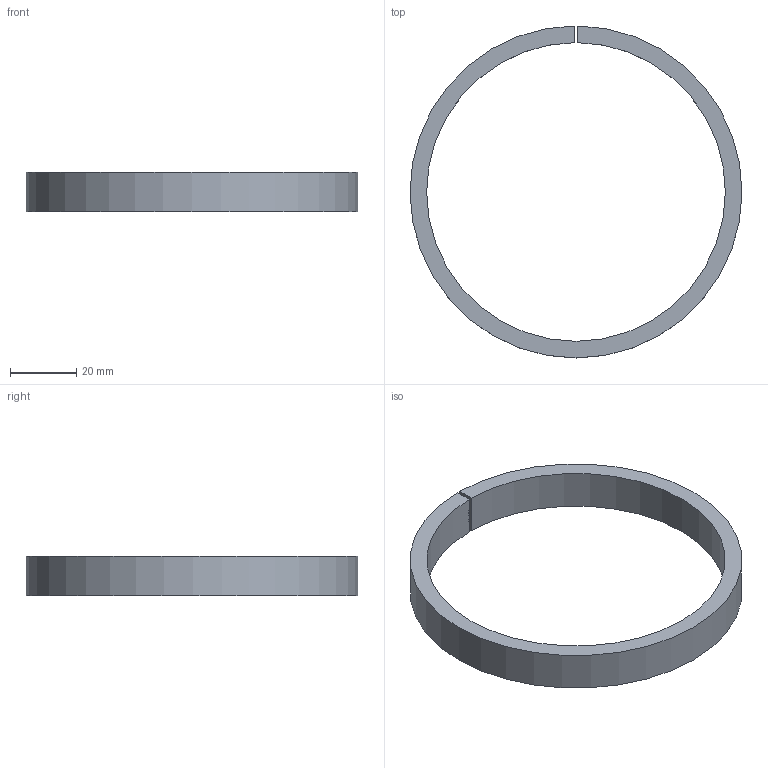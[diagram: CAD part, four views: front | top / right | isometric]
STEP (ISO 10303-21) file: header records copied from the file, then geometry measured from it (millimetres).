
FILE_DESCRIPTION (( 'STEP AP203' ), '1' );
FILE_NAME ('5636-100.step', '2022-06-23T07:35:22', ( '' ), ( '' ), 'SwSTEP 2.0', 'SolidWorks 2018', '' );
FILE_SCHEMA (( 'CONFIG_CONTROL_DESIGN' ));
Length unit declared in the file: millimetre
Products named in the file (1): 5636-100
Bounding box: 100 x 100 x 12 mm (x, y, z)
Volume: 17846.9 mm3; surface area: 10238.7 mm2
Topology: 1 solids, 1 shells, 214 faces, 567 edges, 378 vertices
Faces by surface type: plane 106, bspline 106, cylinder 2
Entity records: 12464 total; most frequent: CARTESIAN_POINT 7794, ORIENTED_EDGE 1134, DIRECTION 577, EDGE_CURVE 567, VERTEX_POINT 378, LINE 351, VECTOR 351, EDGE_LOOP 237
